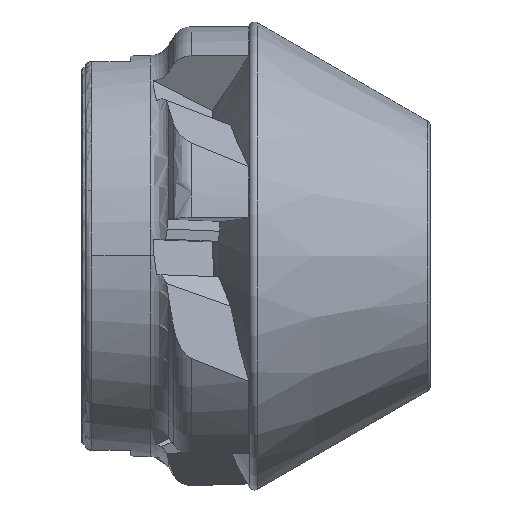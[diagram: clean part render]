
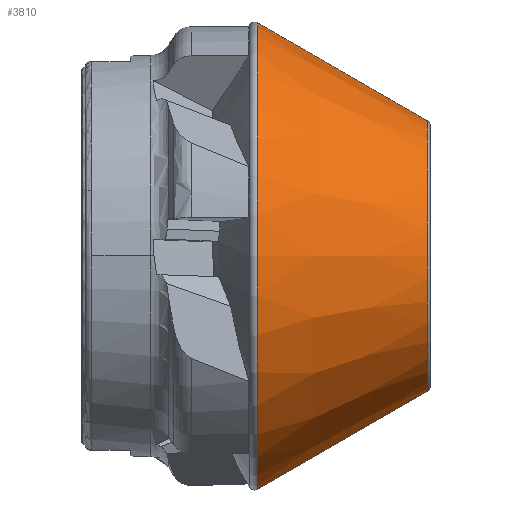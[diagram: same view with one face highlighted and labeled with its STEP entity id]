
A CAD part, top view. The second image highlights one B-rep face of the part: STEP entity #3810.
In plain terms, the highlighted conical face has half-angle 30 degrees and reference radius 19.528 mm.
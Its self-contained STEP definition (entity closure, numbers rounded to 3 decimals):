
#10 = CIRCLE ( 'NONE', #3078, 19.528 ) ;
#215 = DIRECTION ( 'NONE',  ( 1., 0., 0. ) ) ;
#386 = ORIENTED_EDGE ( 'NONE', *, *, #4202, .F. ) ;
#1351 = CARTESIAN_POINT ( 'NONE',  ( 0.969, -19.528, 0. ) ) ;
#1416 = ORIENTED_EDGE ( 'NONE', *, *, #3846, .F. ) ;
#1545 = FACE_OUTER_BOUND ( 'NONE', #5248, .T. ) ;
#1914 = CARTESIAN_POINT ( 'NONE',  ( 0.969, -19.528, 0. ) ) ;
#2242 = CARTESIAN_POINT ( 'NONE',  ( -23.615, 0., 0. ) ) ;
#2260 = CARTESIAN_POINT ( 'NONE',  ( 0.969, 0., 0. ) ) ;
#2283 = LINE ( 'NONE', #2308, #2827 ) ;
#2292 = ORIENTED_EDGE ( 'NONE', *, *, #5519, .T. ) ;
#2308 = CARTESIAN_POINT ( 'NONE',  ( 0.969, 19.528, 0. ) ) ;
#2758 = DIRECTION ( 'NONE',  ( 1., 0., 0. ) ) ;
#2827 = VECTOR ( 'NONE', #3771, 1000. ) ;
#2955 = LINE ( 'NONE', #1351, #6520 ) ;
#2962 = CARTESIAN_POINT ( 'NONE',  ( -23.615, 33.721, 0. ) ) ;
#3061 = VERTEX_POINT ( 'NONE', #4005 ) ;
#3078 = AXIS2_PLACEMENT_3D ( 'NONE', #4745, #2758, #4250 ) ;
#3107 = ORIENTED_EDGE ( 'NONE', *, *, #4655, .T. ) ;
#3550 = AXIS2_PLACEMENT_3D ( 'NONE', #2260, #6298, #4886 ) ;
#3757 = CARTESIAN_POINT ( 'NONE',  ( -23.615, -33.721, 0. ) ) ;
#3771 = DIRECTION ( 'NONE',  ( -0.866, 0.5, 0. ) ) ;
#3810 = ADVANCED_FACE ( 'NONE', ( #1545 ), #3828, .T. ) ;
#3828 = CONICAL_SURFACE ( 'NONE', #3550, 19.528, 0.524 ) ;
#3846 = EDGE_CURVE ( 'NONE', #5279, #4821, #2955, .T. ) ;
#4005 = CARTESIAN_POINT ( 'NONE',  ( 0.969, 19.528, 0. ) ) ;
#4055 = CIRCLE ( 'NONE', #5429, 33.721 ) ;
#4202 = EDGE_CURVE ( 'NONE', #3061, #5279, #10, .T. ) ;
#4250 = DIRECTION ( 'NONE',  ( 0., 1., 0. ) ) ;
#4304 = DIRECTION ( 'NONE',  ( -0.866, -0.5, 0. ) ) ;
#4655 = EDGE_CURVE ( 'NONE', #6168, #4821, #4055, .T. ) ;
#4745 = CARTESIAN_POINT ( 'NONE',  ( 0.969, 0., 0. ) ) ;
#4821 = VERTEX_POINT ( 'NONE', #3757 ) ;
#4886 = DIRECTION ( 'NONE',  ( 0., -1., 0. ) ) ;
#5248 = EDGE_LOOP ( 'NONE', ( #386, #2292, #3107, #1416 ) ) ;
#5279 = VERTEX_POINT ( 'NONE', #1914 ) ;
#5429 = AXIS2_PLACEMENT_3D ( 'NONE', #2242, #215, #6303 ) ;
#5519 = EDGE_CURVE ( 'NONE', #3061, #6168, #2283, .T. ) ;
#6168 = VERTEX_POINT ( 'NONE', #2962 ) ;
#6298 = DIRECTION ( 'NONE',  ( -1., 0., 0. ) ) ;
#6303 = DIRECTION ( 'NONE',  ( 0., 1., 0. ) ) ;
#6520 = VECTOR ( 'NONE', #4304, 1000. ) ;
